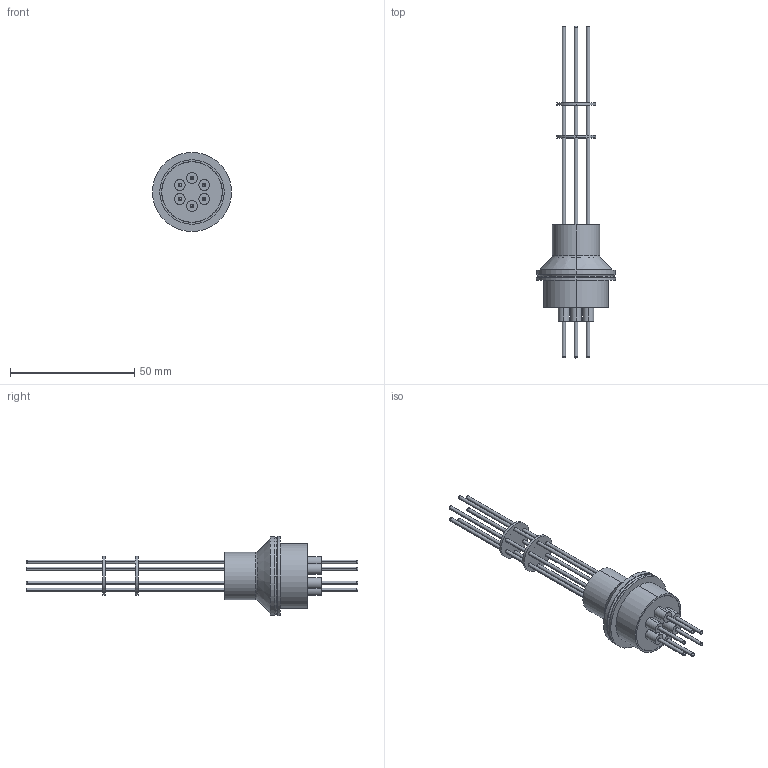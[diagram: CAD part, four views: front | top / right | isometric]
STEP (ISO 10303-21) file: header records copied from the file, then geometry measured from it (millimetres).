
FILE_DESCRIPTION (( 'STEP AP203' ), '1' );
FILE_NAME ('A0422-4-W.STEP', '2013-05-14T11:32:26', ( '' ), ( '' ), 'SwSTEP 2.0', 'SolidWorks 2012', '' );
FILE_SCHEMA (( 'CONFIG_CONTROL_DESIGN' ));
Length unit declared in the file: inch
Products named in the file (1): A0422-4-W
Bounding box: 31.75 x 133.35 x 31.75 mm (x, y, z)
Volume: 6323.4 mm3; surface area: 11949.1 mm2
Topology: 1 solids, 1 shells, 209 faces, 486 edges, 322 vertices
Faces by surface type: cylinder 122, plane 45, torus 38, cone 4
Entity records: 7364 total; most frequent: CARTESIAN_POINT 2215, DIRECTION 1162, ORIENTED_EDGE 972, AXIS2_PLACEMENT_3D 518, EDGE_CURVE 486, VERTEX_POINT 322, CIRCLE 308, EDGE_LOOP 288
